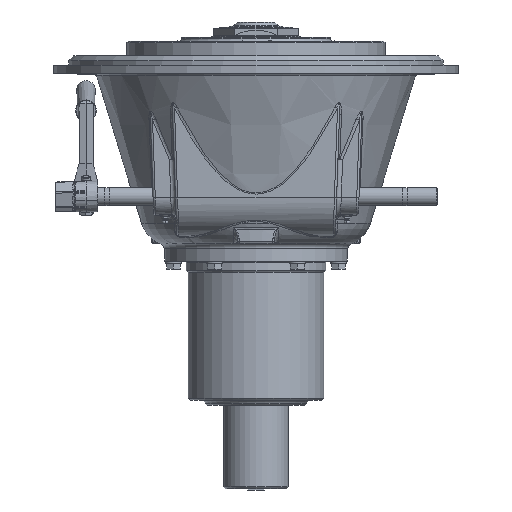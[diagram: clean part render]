
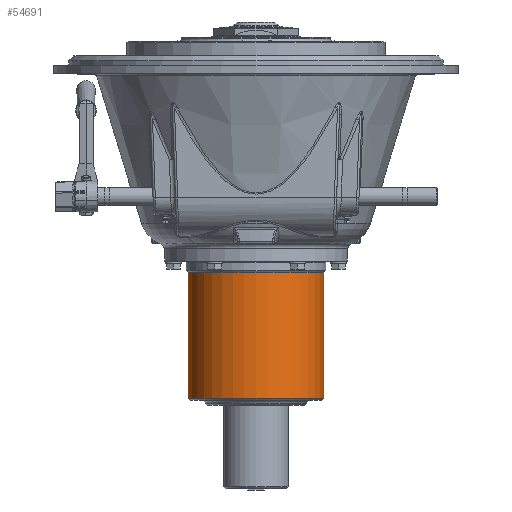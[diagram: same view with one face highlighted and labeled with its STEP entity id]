
A CAD part, front view. The second image highlights one B-rep face of the part: STEP entity #54691.
In plain terms, the highlighted cylindrical face has radius 92.7 mm (diameter 185.4 mm), a partial arc.
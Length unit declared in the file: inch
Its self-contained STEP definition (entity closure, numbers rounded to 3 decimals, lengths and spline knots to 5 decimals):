
#15810 = VERTEX_POINT ( 'NONE', #77872 ) ;
#15892 = VERTEX_POINT ( 'NONE', #77778 ) ;
#15930 = VERTEX_POINT ( 'NONE', #77736 ) ;
#16113 = VERTEX_POINT ( 'NONE', #86354 ) ;
#17031 = ORIENTED_EDGE ( 'NONE', *, *, #22042, .T. ) ;
#17274 = ORIENTED_EDGE ( 'NONE', *, *, #21909, .T. ) ;
#20602 = EDGE_LOOP ( 'NONE', ( #68624, #17274, #68855, #17031 ) ) ;
#21909 = EDGE_CURVE ( 'NONE', #15892, #15810, #47648, .T. ) ;
#22042 = EDGE_CURVE ( 'NONE', #15930, #16113, #53931, .T. ) ;
#22043 = EDGE_CURVE ( 'NONE', #15810, #15930, #47635, .T. ) ;
#22047 = EDGE_CURVE ( 'NONE', #15892, #16113, #53922, .T. ) ;
#47629 = VECTOR ( 'NONE', #69641, 39.37008 ) ;
#47635 = LINE ( 'NONE', #69643, #47629 ) ;
#47648 = CIRCLE ( 'NONE', #96130, 3.64961 ) ;
#53876 = VECTOR ( 'NONE', #69629, 39.37008 ) ;
#53922 = LINE ( 'NONE', #69630, #53876 ) ;
#53931 = CIRCLE ( 'NONE', #96224, 3.64961 ) ;
#54691 = ADVANCED_FACE ( 'NONE', ( #71094 ), #71096, .T. ) ;
#55848 = AXIS2_PLACEMENT_3D ( 'NONE', #88938, #86066, #87141 ) ;
#68624 = ORIENTED_EDGE ( 'NONE', *, *, #22047, .F. ) ;
#68855 = ORIENTED_EDGE ( 'NONE', *, *, #22043, .T. ) ;
#69629 = DIRECTION ( 'NONE',  ( 0., 0., 1. ) ) ;
#69630 = CARTESIAN_POINT ( 'NONE',  ( -3.64961, 0., -10.39187 ) ) ;
#69641 = DIRECTION ( 'NONE',  ( 0., 0., 1. ) ) ;
#69643 = CARTESIAN_POINT ( 'NONE',  ( 3.64961, 0., -10.39187 ) ) ;
#69644 = DIRECTION ( 'NONE',  ( 1., 0., 0. ) ) ;
#69645 = DIRECTION ( 'NONE',  ( 0., 0., -1. ) ) ;
#69648 = CARTESIAN_POINT ( 'NONE',  ( 0., 0., -12.60841 ) ) ;
#71094 = FACE_OUTER_BOUND ( 'NONE', #20602, .T. ) ;
#71096 = CYLINDRICAL_SURFACE ( 'NONE', #55848, 3.64961 ) ;
#71615 = DIRECTION ( 'NONE',  ( 1., 0., 0. ) ) ;
#71616 = DIRECTION ( 'NONE',  ( 0., 0., 1. ) ) ;
#71636 = CARTESIAN_POINT ( 'NONE',  ( 0., 0., -19.38794 ) ) ;
#77736 = CARTESIAN_POINT ( 'NONE',  ( 3.64961, 0., -12.60841 ) ) ;
#77778 = CARTESIAN_POINT ( 'NONE',  ( -3.64961, 0., -19.38794 ) ) ;
#77872 = CARTESIAN_POINT ( 'NONE',  ( 3.64961, 0., -19.38794 ) ) ;
#86066 = DIRECTION ( 'NONE',  ( 0., 0., 1. ) ) ;
#86354 = CARTESIAN_POINT ( 'NONE',  ( -3.64961, 0., -12.60841 ) ) ;
#87141 = DIRECTION ( 'NONE',  ( 1., 0., 0. ) ) ;
#88938 = CARTESIAN_POINT ( 'NONE',  ( 0., 0., -10.39187 ) ) ;
#96130 = AXIS2_PLACEMENT_3D ( 'NONE', #71636, #71616, #71615 ) ;
#96224 = AXIS2_PLACEMENT_3D ( 'NONE', #69648, #69645, #69644 ) ;
